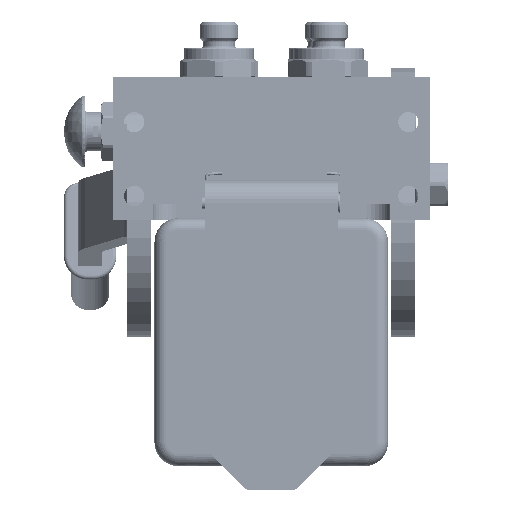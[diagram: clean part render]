
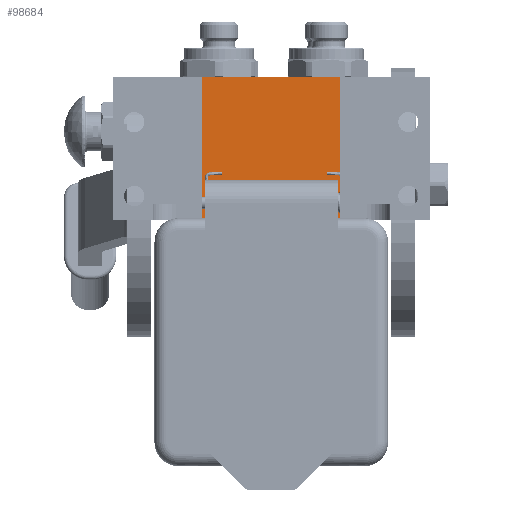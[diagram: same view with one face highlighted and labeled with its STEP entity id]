
A CAD part, left-side view. The second image highlights one B-rep face of the part: STEP entity #98684.
In plain terms, the highlighted face is planar.
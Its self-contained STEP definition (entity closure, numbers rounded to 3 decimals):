
#3677 = VERTEX_POINT ( 'NONE', #87272 ) ;
#5892 = VECTOR ( 'NONE', #21297, 1000. ) ;
#8946 = EDGE_CURVE ( 'NONE', #3677, #16764, #119920, .T. ) ;
#9499 = DIRECTION ( 'NONE',  ( 0., 0., -1. ) ) ;
#13306 = EDGE_CURVE ( 'NONE', #16764, #34458, #108953, .T. ) ;
#16764 = VERTEX_POINT ( 'NONE', #63382 ) ;
#20059 = CARTESIAN_POINT ( 'NONE',  ( 29., 0., -107.5 ) ) ;
#20528 = CARTESIAN_POINT ( 'NONE',  ( 29., 0., -107.5 ) ) ;
#21297 = DIRECTION ( 'NONE',  ( -1., 0., 0. ) ) ;
#25153 = VECTOR ( 'NONE', #51869, 1000. ) ;
#34458 = VERTEX_POINT ( 'NONE', #35231 ) ;
#35231 = CARTESIAN_POINT ( 'NONE',  ( -29., 60.2, -107.5 ) ) ;
#40005 = CARTESIAN_POINT ( 'NONE',  ( 29., 60.2, -107.5 ) ) ;
#40428 = DIRECTION ( 'NONE',  ( -1., 0., 0. ) ) ;
#41367 = CARTESIAN_POINT ( 'NONE',  ( 29., 0., -107.5 ) ) ;
#41702 = DIRECTION ( 'NONE',  ( 0., 1., 0. ) ) ;
#51869 = DIRECTION ( 'NONE',  ( 0., 1., 0. ) ) ;
#52695 = ORIENTED_EDGE ( 'NONE', *, *, #76153, .T. ) ;
#54208 = LINE ( 'NONE', #20059, #5892 ) ;
#58259 = ORIENTED_EDGE ( 'NONE', *, *, #13306, .F. ) ;
#63382 = CARTESIAN_POINT ( 'NONE',  ( 29., 60.2, -107.5 ) ) ;
#66871 = PLANE ( 'NONE',  #97593 ) ;
#67117 = CARTESIAN_POINT ( 'NONE',  ( -29., 0., -107.5 ) ) ;
#68697 = VERTEX_POINT ( 'NONE', #67117 ) ;
#70732 = CARTESIAN_POINT ( 'NONE',  ( -29., 0., -107.5 ) ) ;
#71080 = LINE ( 'NONE', #70732, #113082 ) ;
#72764 = ORIENTED_EDGE ( 'NONE', *, *, #8946, .F. ) ;
#76153 = EDGE_CURVE ( 'NONE', #3677, #68697, #54208, .T. ) ;
#84025 = EDGE_LOOP ( 'NONE', ( #118262, #58259, #72764, #52695 ) ) ;
#86129 = FACE_OUTER_BOUND ( 'NONE', #84025, .T. ) ;
#87272 = CARTESIAN_POINT ( 'NONE',  ( 29., 0., -107.5 ) ) ;
#97593 = AXIS2_PLACEMENT_3D ( 'NONE', #20528, #9499, #115115 ) ;
#98327 = EDGE_CURVE ( 'NONE', #68697, #34458, #71080, .T. ) ;
#98684 = ADVANCED_FACE ( 'NONE', ( #86129 ), #66871, .T. ) ;
#108953 = LINE ( 'NONE', #40005, #121113 ) ;
#113082 = VECTOR ( 'NONE', #41702, 1000. ) ;
#115115 = DIRECTION ( 'NONE',  ( -1., 0., 0. ) ) ;
#118262 = ORIENTED_EDGE ( 'NONE', *, *, #98327, .T. ) ;
#119920 = LINE ( 'NONE', #41367, #25153 ) ;
#121113 = VECTOR ( 'NONE', #40428, 1000. ) ;
